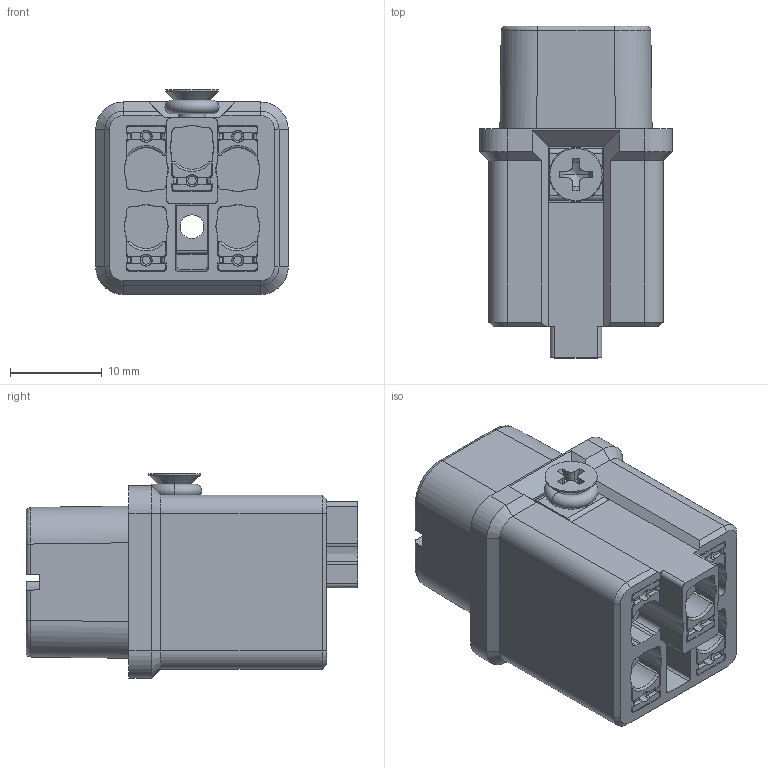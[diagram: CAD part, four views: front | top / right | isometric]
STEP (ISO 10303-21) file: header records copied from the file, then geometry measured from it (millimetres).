
FILE_DESCRIPTION((''),'2;1');
FILE_NAME('3D_1210040020001_HA-004-FQ','2022-07-20T',('cc.ye'),(''),'PRO/ENGINEER BY PARAMETRIC TECHNOLOGY CORPORATION, 2010280','PRO/ENGINEER BY PARAMETRIC TECHNOLOGY CORPORATION, 2010280','');
FILE_SCHEMA(('AUTOMOTIVE_DESIGN { 1 0 10303 214 1 1 1 1 }'));
Length unit declared in the file: millimetre
Products named in the file (1): 3D_1210040020001_HA-004-FQ
Bounding box: 21 x 36.2 x 22.35 mm (x, y, z)
Volume: 9404.5 mm3; surface area: 5207.6 mm2
Topology: 1 solids, 2 shells, 606 faces, 1646 edges, 1063 vertices
Faces by surface type: plane 308, cylinder 176, bspline 54, cone 43, torus 25
Entity records: 25177 total; most frequent: CARTESIAN_POINT 6369, ORIENTED_EDGE 3288, DIRECTION 2713, EDGE_CURVE 1644, VERTEX_POINT 1063, VECTOR 983, LINE 983, AXIS2_PLACEMENT_3D 865
